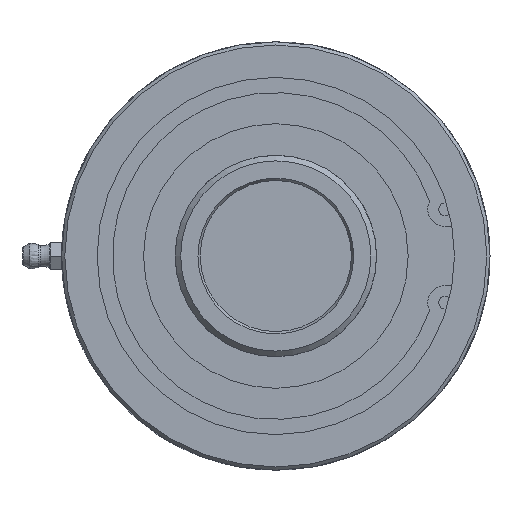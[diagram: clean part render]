
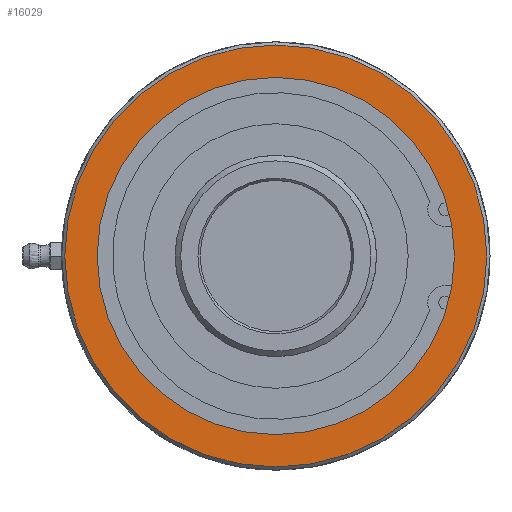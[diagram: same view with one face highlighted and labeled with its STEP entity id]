
A CAD part, left-side view. The second image highlights one B-rep face of the part: STEP entity #16029.
In plain terms, the highlighted planar face has unit normal (-1, 0, 0).
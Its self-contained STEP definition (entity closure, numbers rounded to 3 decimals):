
#806=PLANE('',#17012);
#912=FACE_BOUND('',#3243,.T.);
#1361=CIRCLE('',#17010,53.2);
#1362=CIRCLE('',#17013,45.035);
#2246=FACE_OUTER_BOUND('',#3242,.T.);
#3242=EDGE_LOOP('',(#14547));
#3243=EDGE_LOOP('',(#14548));
#7660=VERTEX_POINT('',#36740);
#7661=VERTEX_POINT('',#36745);
#9974=EDGE_CURVE('',#7660,#7660,#1361,.T.);
#9976=EDGE_CURVE('',#7661,#7661,#1362,.T.);
#14547=ORIENTED_EDGE('',*,*,#9974,.F.);
#14548=ORIENTED_EDGE('',*,*,#9976,.T.);
#16029=ADVANCED_FACE('',(#2246,#912),#806,.F.);
#17010=AXIS2_PLACEMENT_3D('',#36741,#19849,#19850);
#17012=AXIS2_PLACEMENT_3D('',#36744,#19854,#19855);
#17013=AXIS2_PLACEMENT_3D('',#36746,#19856,#19857);
#19849=DIRECTION('center_axis',(1.,0.,0.));
#19850=DIRECTION('ref_axis',(0.,-1.,0.));
#19854=DIRECTION('center_axis',(1.,0.,0.));
#19855=DIRECTION('ref_axis',(0.,0.,-1.));
#19856=DIRECTION('center_axis',(1.,0.,0.));
#19857=DIRECTION('ref_axis',(0.,1.,0.));
#36740=CARTESIAN_POINT('',(2.,53.2,0.));
#36741=CARTESIAN_POINT('Origin',(2.,0.,0.));
#36744=CARTESIAN_POINT('Origin',(2.,27.,0.));
#36745=CARTESIAN_POINT('',(2.,-45.035,0.));
#36746=CARTESIAN_POINT('Origin',(2.,0.,0.));
